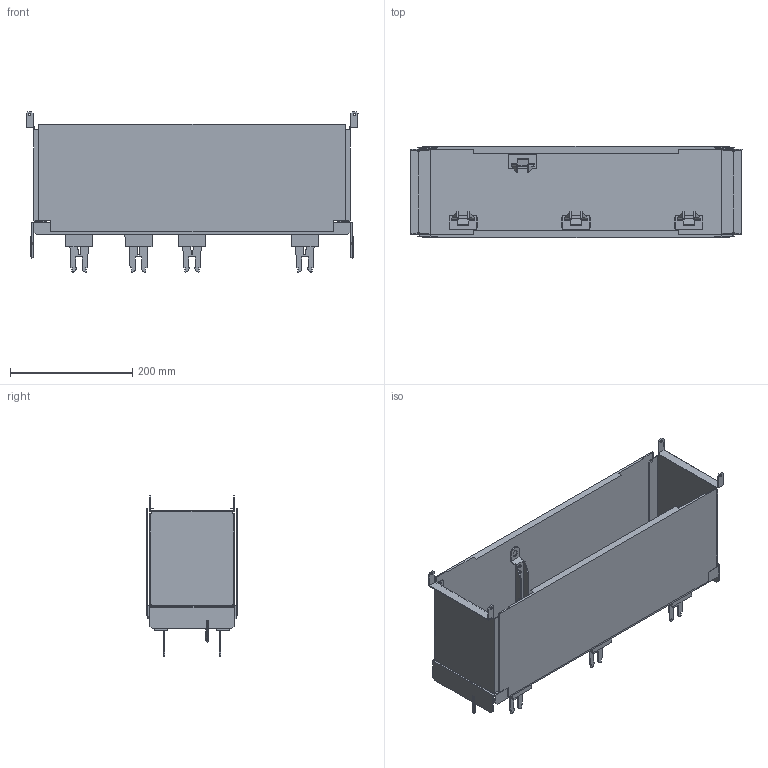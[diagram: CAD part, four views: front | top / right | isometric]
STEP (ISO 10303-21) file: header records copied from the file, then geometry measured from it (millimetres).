
FILE_DESCRIPTION((''),'2;1');
FILE_NAME('PRT0019','2023-08-14T15:20:09',('luo'),(''),'CREO PARAMETRIC BY PTC INC, 2016390','CREO PARAMETRIC BY PTC INC, 2016390','');
FILE_SCHEMA(('AUTOMOTIVE_DESIGN { 1 0 10303 214 1 1 1 1 }'));
Length unit declared in the file: inch
Products named in the file (1): PRT0019
Bounding box: 544 x 149.01 x 262.57 mm (x, y, z)
Surface area: 512029.8 mm2 (no closed solid volume)
Topology: 0 solids, 24 shells, 791 faces, 2319 edges, 1558 vertices
Faces by surface type: plane 631, cylinder 112, bspline 48
Entity records: 35527 total; most frequent: CARTESIAN_POINT 7767, ORIENTED_EDGE 4350, DIRECTION 3822, EDGE_CURVE 2319, PRESENTATION_STYLE_ASSIGNMENT 2310, STYLED_ITEM 2309, CURVE_STYLE 2285, VECTOR 1920
